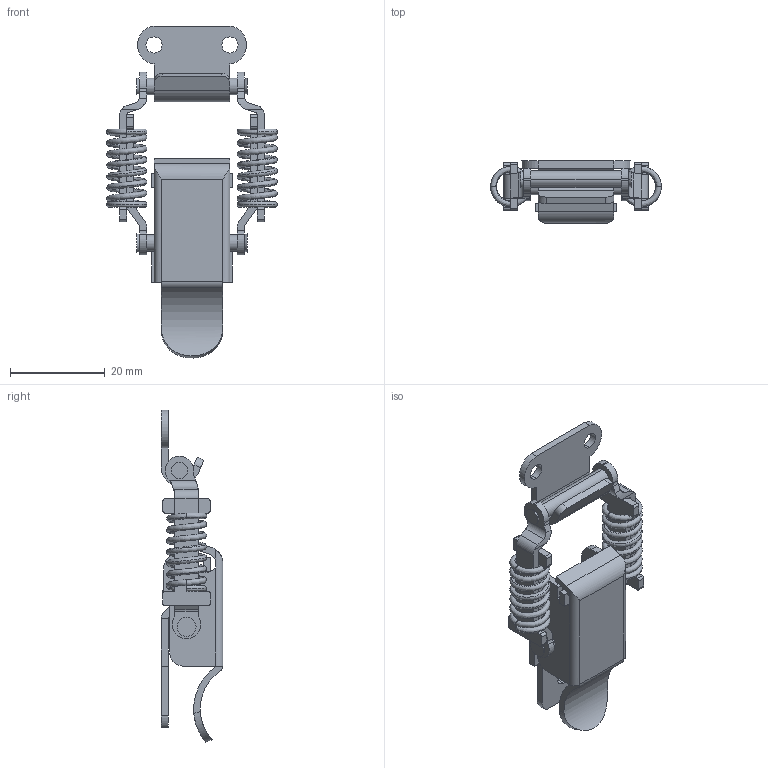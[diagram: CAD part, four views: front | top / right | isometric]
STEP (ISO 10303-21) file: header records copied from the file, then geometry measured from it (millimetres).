
FILE_DESCRIPTION( (''), '2;1');
FILE_NAME ('PC019.74820.TL_207SUS_2_474.stp','2025-04-24T18:33:45',(''),(''),'spGate 19.8.4 (****-****-****-****)','','');
FILE_SCHEMA (('AUTOMOTIVE_DESIGN'));
Length unit declared in the file: millimetre
Products named in the file (7): Assembly; armA; base; spring; armB; lever; keeper
Assembly tree (7 placements, depth 2):
  Assembly
    armA
    base
    spring  x2
    armB
    lever
    keeper
Bounding box: 36 x 13 x 69.98 mm (x, y, z)
Volume: 4850.3 mm3; surface area: 8332.8 mm2
Topology: 7 solids, 7 shells, 254 faces, 684 edges, 452 vertices
Faces by surface type: plane 124, cylinder 98, bspline 32
Entity records: 15714 total; most frequent: CARTESIAN_POINT 4505, ORIENTED_EDGE 1292, DIRECTION 1210, COLOUR_RGB 892, PRESENTATION_STYLE_ASSIGNMENT 892, STYLED_ITEM 892, EDGE_CURVE 646, DRAUGHTING_PRE_DEFINED_CURVE_FONT 646
